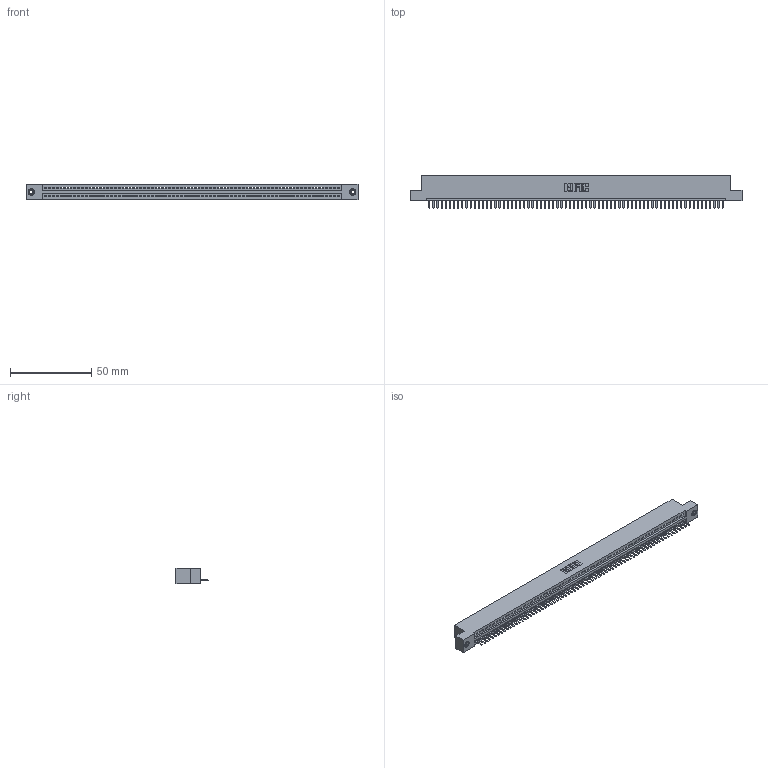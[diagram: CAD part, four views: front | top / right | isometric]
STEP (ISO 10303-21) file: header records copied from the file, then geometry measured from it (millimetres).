
FILE_DESCRIPTION (( 'STEP AP203' ), '1' );
FILE_NAME ('345-072-520-108.STEP', '2019-10-13T02:26:23', ( '' ), ( '' ), 'SwSTEP 2.0', 'SolidWorks 2016', '' );
FILE_SCHEMA (( 'CONFIG_CONTROL_DESIGN' ));
Length unit declared in the file: inch
Products named in the file (4): 345-250-001_345-250-003-102; 345-292-001_345-293-120; 345-072-520-108; 345 Part_Flush Mounting Lugs - 0.156 Dia-TI
Assembly tree (75 placements, depth 2):
  345-072-520-108
    345 Part_Flush Mounting Lugs - 0.156 Dia-TI
    345-292-001_345-293-120  x72
    345-250-001_345-250-003-102  x2
Bounding box: 204.09 x 19.68 x 9.4 mm (x, y, z)
Volume: 19416.7 mm3; surface area: 25552.4 mm2
Topology: 75 solids, 75 shells, 4650 faces, 13725 edges, 8950 vertices
Faces by surface type: plane 3136, cylinder 1498, cone 12, torus 4
Entity records: 51450 total; most frequent: CARTESIAN_POINT 8903, ORIENTED_EDGE 8890, DIRECTION 7747, EDGE_CURVE 4445, LINE 4001, VECTOR 4001, VERTEX_POINT 2956, AXIS2_PLACEMENT_3D 1873
